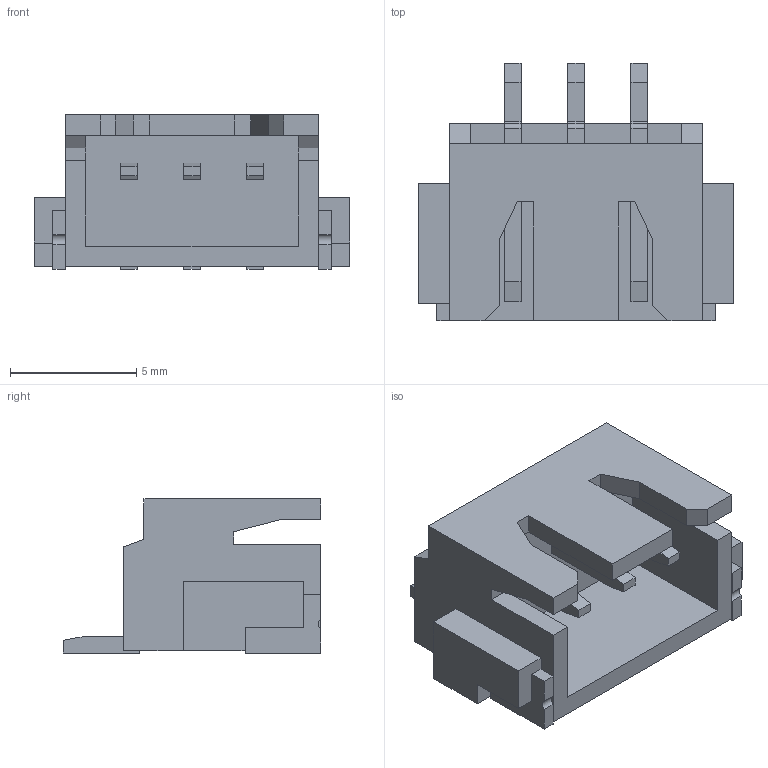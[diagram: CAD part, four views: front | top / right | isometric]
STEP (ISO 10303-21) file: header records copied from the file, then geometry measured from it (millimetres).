
FILE_DESCRIPTION(/* description */ (''),/* implementation_level */ '2;1');
FILE_NAME(/* name */ 'JST-XH3-SMD v2.step',/* time_stamp */ '2024-05-23T23:13:11-07:00',/* author */ (''),/* organization */ (''),/* preprocessor_version */ 'ST-DEVELOPER v20',/* originating_system */ 'Autodesk Translation Framework v12.20.1.177',/* authorisation */ '');
FILE_SCHEMA (('AUTOMOTIVE_DESIGN { 1 0 10303 214 3 1 1 }'));
Length unit declared in the file: millimetre
Products named in the file (1): JST-XH3-SMD
Bounding box: 12.5 x 10.2 x 6.1 mm (x, y, z)
Volume: 267.7 mm3; surface area: 709.4 mm2
Topology: 6 solids, 6 shells, 143 faces, 393 edges, 262 vertices
Faces by surface type: plane 135, cylinder 8
Entity records: 4517 total; most frequent: CARTESIAN_POINT 799, ORIENTED_EDGE 786, DIRECTION 697, EDGE_CURVE 393, LINE 377, VECTOR 377, VERTEX_POINT 262, AXIS2_PLACEMENT_3D 160
